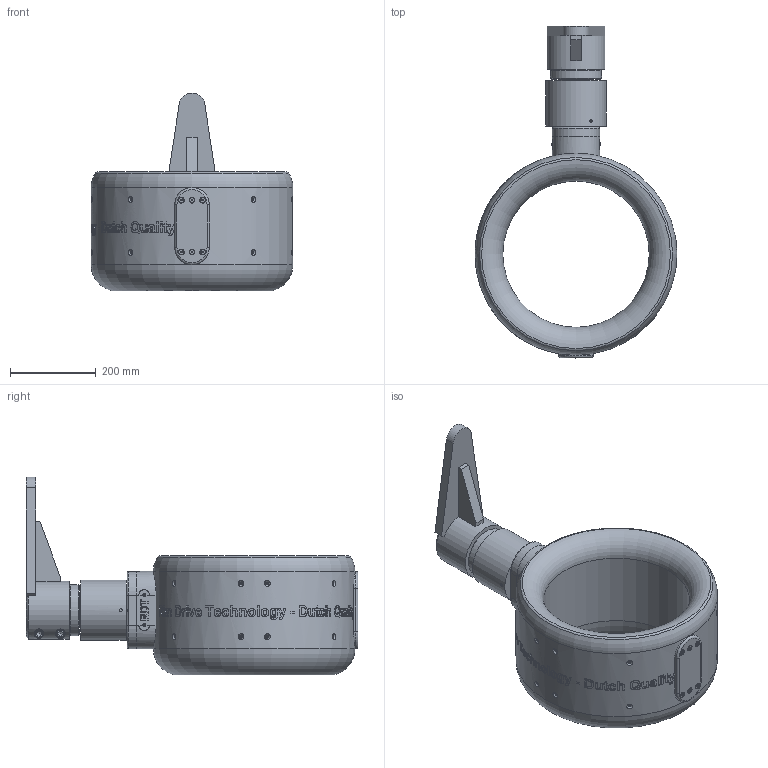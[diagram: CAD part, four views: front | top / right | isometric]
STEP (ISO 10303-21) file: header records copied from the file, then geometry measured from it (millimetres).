
FILE_DESCRIPTION (( 'STEP AP214' ), '1' );
FILE_NAME ('P-087-330-rev-B-M341.STEP', '2026-03-06T15:26:55', ( '' ), ( '' ), 'SwSTEP 2.0', 'SolidWorks 2024', '' );
FILE_SCHEMA (( 'AUTOMOTIVE_DESIGN' ));
Length unit declared in the file: millimetre
Products named in the file (1): P-087-330-rev-B-M341
Bounding box: 470 x 772.64 x 461.03 mm (x, y, z)
Volume: 25843019.4 mm3; surface area: 1030196.9 mm2
Topology: 1 solids, 1 shells, 893 faces, 2291 edges, 1479 vertices
Faces by surface type: plane 412, bspline 259, cylinder 132, cone 72, torus 14, sphere 4
Full cylindrical faces by diameter (mm): 5 x16, 6.6 x16, 6.8 x3, 7.6 x4, 11.57 x6, 12 x2, 21 x2, 22 x2, 82.991 x1, 83 x1, 105 x1, 119 x1, 135 x1, 140 x1, 341 x1
Entity records: 103398 total; most frequent: CARTESIAN_POINT 80021, ORIENTED_EDGE 4182, DIRECTION 2871, EDGE_CURVE 2091, VERTEX_POINT 1416, EDGE_LOOP 1111, AXIS2_PLACEMENT_3D 1042, FACE_OUTER_BOUND 963
